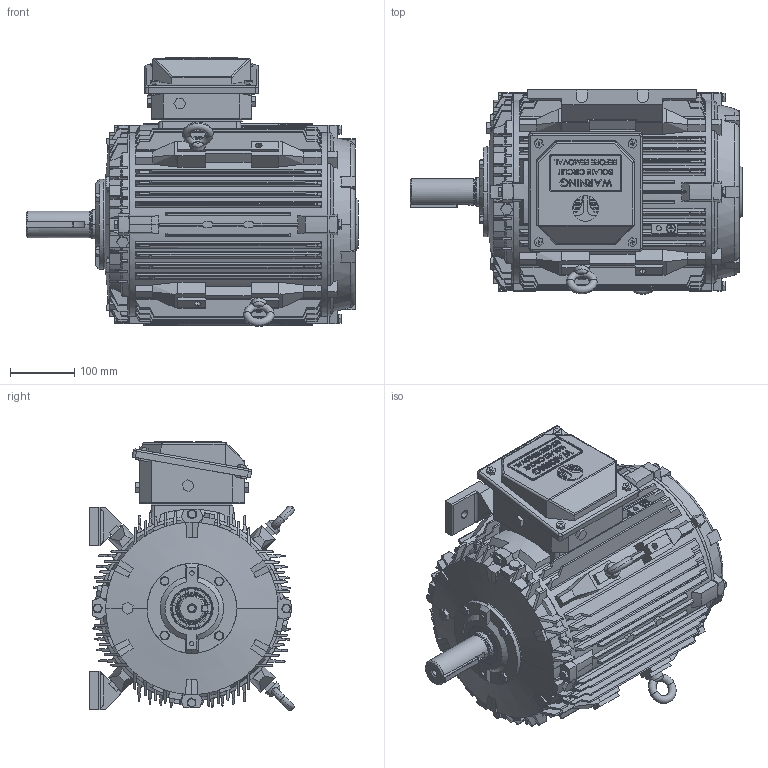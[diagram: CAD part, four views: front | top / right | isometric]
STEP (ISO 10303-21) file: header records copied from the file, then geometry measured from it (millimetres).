
FILE_DESCRIPTION (( 'STEP AP203' ), '1' );
FILE_NAME ('TFCR 254T外形图F1-三电压-TEAO.STEP', '2024-08-22T07:03:35', ( '' ), ( '' ), 'SwSTEP 2.0', 'SolidWorks 2016', '' );
FILE_SCHEMA (( 'CONFIG_CONTROL_DESIGN' ));
Length unit declared in the file: millimetre
Products named in the file (23): BALDOR 160 保德B3 端盖-（不带油孔）; hexagon head bolts-full thread gb_GB_FASTENER_BOLT_STBAB A M8X35-N; TX 160B3 綴傷裔J(躇猾粣創)-TEAO; 新NEMA250T接线盒座A-冷却塔; M8-12; 254T转轴-冷却塔-TEAO; NEMA 250-280諉盄碟裔菜; 250-280T諉盄碟釱菜; 呿蹋齬阨概; M8-30; NEMA 254T 菁褐; 蚐猾45-65-8; ﾐﾂTX160M B5ｻ惞ﾇｼﾓｹ､; NEMA平键9.525-73.5; TC 160 粣創俋裔DE; 6309; 裂遠M10; 陔NEMA250T諉盄碟裔A; TC 160 粣創囀裔; NEMA 254T转子-冷却塔-TEAO; 250-280T 装配体-冷却塔; TFCR 254T外形图F1-三电压-TEAO; M8-60
Assembly tree (48 placements, depth 3):
  TFCR 254T外形图F1-三电压-TEAO
    TC 160 粣創囀裔  x2
    BALDOR 160 保德B3 端盖-（不带油孔）
    蚐猾45-65-8
    裂遠M10  x2
    M8-30  x4
    M8-60  x4
    NEMA 254T 菁褐  x2
    NEMA 254T转子-冷却塔-TEAO
      254T转轴-冷却塔-TEAO
      6309  x2
    250-280T諉盄碟釱菜
    250-280T 装配体-冷却塔
      新NEMA250T接线盒座A-冷却塔
      陔NEMA250T諉盄碟裔A
      NEMA 250-280諉盄碟裔菜
      M8-12  x4
      呿蹋齬阨概  x4
    NEMA平键9.525-73.5
    ﾐﾂTX160M B5ｻ惞ﾇｼﾓｹ､
    呿蹋齬阨概  x6
    hexagon head bolts-full thread gb_GB_FASTENER_BOLT_STBAB A M8X35-N  x5
    TX 160B3 綴傷裔J(躇猾粣創)-TEAO
    TC 160 粣創俋裔DE
Bounding box: 517.1 x 317.81 x 419.07 mm (x, y, z)
Volume: 7439312.3 mm3; surface area: 2103560 mm2
Topology: 46 solids, 46 shells, 3656 faces, 10038 edges, 6546 vertices
Faces by surface type: plane 1869, cylinder 910, cone 492, torus 185, bspline 142, sphere 58
Entity records: 112678 total; most frequent: CARTESIAN_POINT 35895, ORIENTED_EDGE 16234, DIRECTION 14178, EDGE_CURVE 8117, VERTEX_POINT 5308, AXIS2_PLACEMENT_3D 4971, VECTOR 4236, LINE 4236
